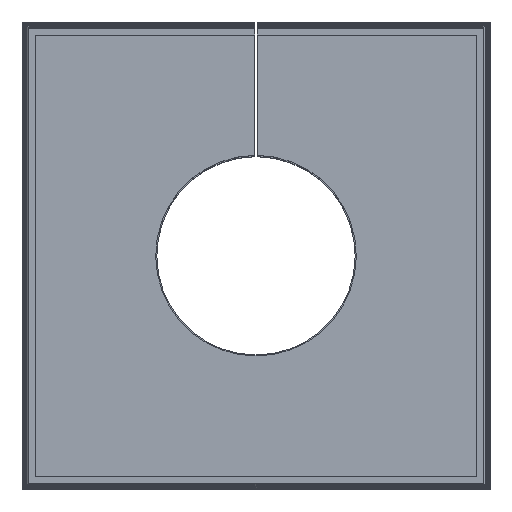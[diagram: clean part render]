
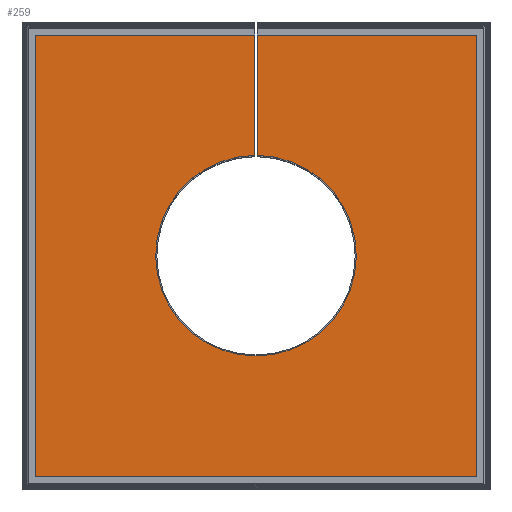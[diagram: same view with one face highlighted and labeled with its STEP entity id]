
A CAD part, top view. The second image highlights one B-rep face of the part: STEP entity #259.
In plain terms, the highlighted planar face has unit normal (0, 0, 1).
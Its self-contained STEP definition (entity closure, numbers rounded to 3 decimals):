
#60=CIRCLE('',#2171,9.);
#259=ADVANCED_FACE('',(#458),#358,.T.);
#358=PLANE('',#2172);
#458=FACE_OUTER_BOUND('',#580,.T.);
#580=EDGE_LOOP('',(#1025,#1026,#1027,#1028,#1029,#1030,#1031,#1032));
#1025=ORIENTED_EDGE('',*,*,#1608,.F.);
#1026=ORIENTED_EDGE('',*,*,#1609,.T.);
#1027=ORIENTED_EDGE('',*,*,#1610,.T.);
#1028=ORIENTED_EDGE('',*,*,#1611,.T.);
#1029=ORIENTED_EDGE('',*,*,#1612,.T.);
#1030=ORIENTED_EDGE('',*,*,#1409,.T.);
#1031=ORIENTED_EDGE('',*,*,#1613,.T.);
#1032=ORIENTED_EDGE('',*,*,#1614,.F.);
#1215=VERTEX_POINT('',#2725);
#1217=VERTEX_POINT('',#2728);
#1341=VERTEX_POINT('',#3566);
#1342=VERTEX_POINT('',#3567);
#1343=VERTEX_POINT('',#3569);
#1344=VERTEX_POINT('',#3571);
#1345=VERTEX_POINT('',#3573);
#1346=VERTEX_POINT('',#3576);
#1409=EDGE_CURVE('',#1217,#1215,#1701,.T.);
#1608=EDGE_CURVE('',#1341,#1342,#1833,.T.);
#1609=EDGE_CURVE('',#1341,#1343,#1834,.T.);
#1610=EDGE_CURVE('',#1343,#1344,#1835,.T.);
#1611=EDGE_CURVE('',#1344,#1345,#1836,.T.);
#1612=EDGE_CURVE('',#1345,#1217,#1837,.T.);
#1613=EDGE_CURVE('',#1215,#1346,#1838,.T.);
#1614=EDGE_CURVE('',#1342,#1346,#60,.T.);
#1701=LINE('',#2727,#1905);
#1833=LINE('',#3565,#2050);
#1834=LINE('',#3568,#2051);
#1835=LINE('',#3570,#2052);
#1836=LINE('',#3572,#2053);
#1837=LINE('',#3574,#2054);
#1838=LINE('',#3575,#2055);
#1905=VECTOR('',#2257,1.);
#2050=VECTOR('',#2542,1.);
#2051=VECTOR('',#2543,1.);
#2052=VECTOR('',#2544,1.);
#2053=VECTOR('',#2545,1.);
#2054=VECTOR('',#2546,1.);
#2055=VECTOR('',#2547,1.);
#2171=AXIS2_PLACEMENT_3D('',#3577,#2548,#2549);
#2172=AXIS2_PLACEMENT_3D('',#3578,#2550,#2551);
#2257=DIRECTION('',(-1.,0.,0.));
#2542=DIRECTION('',(0.,-1.,0.));
#2543=DIRECTION('',(-1.,0.,0.));
#2544=DIRECTION('',(0.,-1.,0.));
#2545=DIRECTION('',(1.,0.,0.));
#2546=DIRECTION('',(0.,1.,0.));
#2547=DIRECTION('',(0.,-1.,0.));
#2548=DIRECTION('',(0.,0.,1.));
#2549=DIRECTION('',(1.,0.,0.));
#2550=DIRECTION('',(0.,0.,1.));
#2551=DIRECTION('',(-1.,0.,0.));
#2725=CARTESIAN_POINT('',(0.1,19.8,17.7));
#2727=CARTESIAN_POINT('',(19.8,19.8,17.7));
#2728=CARTESIAN_POINT('',(19.8,19.8,17.7));
#3565=CARTESIAN_POINT('',(-0.1,0.,17.7));
#3566=CARTESIAN_POINT('',(-0.1,19.8,17.7));
#3567=CARTESIAN_POINT('',(-0.1,8.999,17.7));
#3568=CARTESIAN_POINT('',(19.8,19.8,17.7));
#3569=CARTESIAN_POINT('',(-19.8,19.8,17.7));
#3570=CARTESIAN_POINT('',(-19.8,19.8,17.7));
#3571=CARTESIAN_POINT('',(-19.8,-19.8,17.7));
#3572=CARTESIAN_POINT('',(-19.8,-19.8,17.7));
#3573=CARTESIAN_POINT('',(19.8,-19.8,17.7));
#3574=CARTESIAN_POINT('',(19.8,-19.8,17.7));
#3575=CARTESIAN_POINT('',(0.1,0.,17.7));
#3576=CARTESIAN_POINT('',(0.1,8.999,17.7));
#3577=CARTESIAN_POINT('',(0.,0.,17.7));
#3578=CARTESIAN_POINT('',(0.,0.,17.7));
